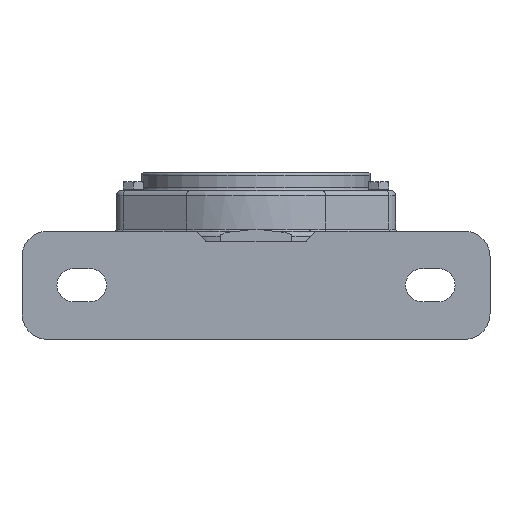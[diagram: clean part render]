
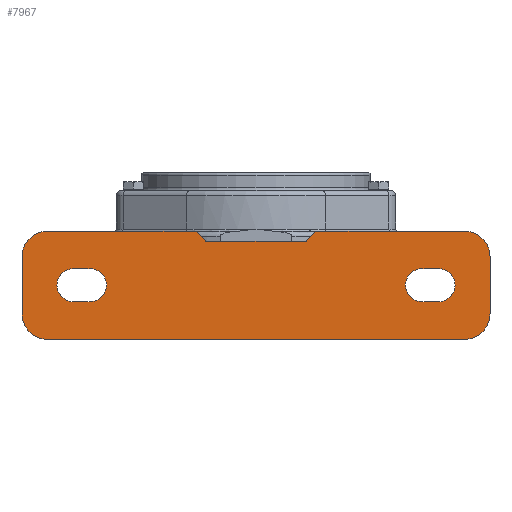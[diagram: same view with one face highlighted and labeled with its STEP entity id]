
A CAD part, front view. The second image highlights one B-rep face of the part: STEP entity #7967.
In plain terms, the highlighted planar face has unit normal (0, -1, 0).
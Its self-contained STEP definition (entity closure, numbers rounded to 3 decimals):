
#797=LINE($,#12809,#1181);
#825=LINE($,#13676,#1209);
#842=LINE($,#13731,#1226);
#844=LINE($,#13737,#1228);
#847=LINE($,#13745,#1231);
#850=LINE($,#13754,#1234);
#852=LINE($,#13757,#1236);
#853=LINE($,#13758,#1237);
#854=LINE($,#13763,#1238);
#855=LINE($,#13766,#1239);
#856=LINE($,#13769,#1240);
#857=LINE($,#13773,#1241);
#1181=VECTOR($,#10063,38.848);
#1209=VECTOR($,#10279,5.73);
#1226=VECTOR($,#10322,22.5);
#1228=VECTOR($,#10330,58.473);
#1231=VECTOR($,#10339,164.);
#1234=VECTOR($,#10348,58.473);
#1236=VECTOR($,#10352,5.73);
#1237=VECTOR($,#10353,22.5);
#1238=VECTOR($,#10356,6.5);
#1239=VECTOR($,#10359,6.5);
#1240=VECTOR($,#10360,6.5);
#1241=VECTOR($,#10363,6.5);
#1539=PLANE($,#8725);
#1757=FACE_BOUND($,#2775,.T.);
#1758=FACE_BOUND($,#2776,.T.);
#2200=FACE_OUTER_BOUND($,#2774,.T.);
#2774=EDGE_LOOP($,(#6349,#6350,#6351,#6352,#6353,#6354,#6355,#6356,#6357,
#6358,#6359,#6360));
#2775=EDGE_LOOP($,(#6361,#6362,#6363,#6364));
#2776=EDGE_LOOP($,(#6365,#6366,#6367,#6368));
#3364=CIRCLE($,#8714,10.);
#3365=CIRCLE($,#8717,10.);
#3366=CIRCLE($,#8720,10.);
#3367=CIRCLE($,#8723,10.);
#3368=CIRCLE($,#8726,6.5);
#3369=CIRCLE($,#8727,6.5);
#3370=CIRCLE($,#8728,6.5);
#3371=CIRCLE($,#8729,6.5);
#3890=VERTEX_POINT($,#12806);
#3891=VERTEX_POINT($,#12808);
#3967=VERTEX_POINT($,#13675);
#3976=VERTEX_POINT($,#13723);
#3977=VERTEX_POINT($,#13725);
#3978=VERTEX_POINT($,#13729);
#3979=VERTEX_POINT($,#13733);
#3980=VERTEX_POINT($,#13739);
#3981=VERTEX_POINT($,#13741);
#3982=VERTEX_POINT($,#13747);
#3983=VERTEX_POINT($,#13749);
#3984=VERTEX_POINT($,#13753);
#3985=VERTEX_POINT($,#13759);
#3986=VERTEX_POINT($,#13760);
#3987=VERTEX_POINT($,#13762);
#3988=VERTEX_POINT($,#13764);
#3989=VERTEX_POINT($,#13767);
#3990=VERTEX_POINT($,#13768);
#3991=VERTEX_POINT($,#13770);
#3992=VERTEX_POINT($,#13772);
#4700=EDGE_CURVE($,#3891,#3890,#797,.T.);
#4816=EDGE_CURVE($,#3891,#3967,#825,.T.);
#4837=EDGE_CURVE($,#3976,#3977,#3364,.T.);
#4840=EDGE_CURVE($,#3978,#3976,#842,.T.);
#4842=EDGE_CURVE($,#3979,#3978,#3365,.T.);
#4843=EDGE_CURVE($,#3967,#3979,#844,.T.);
#4845=EDGE_CURVE($,#3980,#3981,#3366,.T.);
#4847=EDGE_CURVE($,#3980,#3977,#847,.T.);
#4849=EDGE_CURVE($,#3982,#3983,#3367,.T.);
#4851=EDGE_CURVE($,#3983,#3984,#850,.T.);
#4853=EDGE_CURVE($,#3984,#3890,#852,.T.);
#4854=EDGE_CURVE($,#3982,#3981,#853,.T.);
#4855=EDGE_CURVE($,#3985,#3986,#3368,.T.);
#4856=EDGE_CURVE($,#3986,#3987,#854,.T.);
#4857=EDGE_CURVE($,#3987,#3988,#3369,.T.);
#4858=EDGE_CURVE($,#3988,#3985,#855,.T.);
#4859=EDGE_CURVE($,#3989,#3990,#856,.T.);
#4860=EDGE_CURVE($,#3990,#3991,#3370,.T.);
#4861=EDGE_CURVE($,#3991,#3992,#857,.T.);
#4862=EDGE_CURVE($,#3992,#3989,#3371,.T.);
#6349=ORIENTED_EDGE($,*,*,#4837,.F.);
#6350=ORIENTED_EDGE($,*,*,#4840,.F.);
#6351=ORIENTED_EDGE($,*,*,#4842,.F.);
#6352=ORIENTED_EDGE($,*,*,#4843,.F.);
#6353=ORIENTED_EDGE($,*,*,#4816,.F.);
#6354=ORIENTED_EDGE($,*,*,#4700,.T.);
#6355=ORIENTED_EDGE($,*,*,#4853,.F.);
#6356=ORIENTED_EDGE($,*,*,#4851,.F.);
#6357=ORIENTED_EDGE($,*,*,#4849,.F.);
#6358=ORIENTED_EDGE($,*,*,#4854,.T.);
#6359=ORIENTED_EDGE($,*,*,#4845,.F.);
#6360=ORIENTED_EDGE($,*,*,#4847,.T.);
#6361=ORIENTED_EDGE($,*,*,#4855,.T.);
#6362=ORIENTED_EDGE($,*,*,#4856,.T.);
#6363=ORIENTED_EDGE($,*,*,#4857,.T.);
#6364=ORIENTED_EDGE($,*,*,#4858,.T.);
#6365=ORIENTED_EDGE($,*,*,#4859,.T.);
#6366=ORIENTED_EDGE($,*,*,#4860,.T.);
#6367=ORIENTED_EDGE($,*,*,#4861,.T.);
#6368=ORIENTED_EDGE($,*,*,#4862,.T.);
#7967=ADVANCED_FACE($,(#2200,#1757,#1758),#1539,.T.);
#8714=AXIS2_PLACEMENT_3D($,#13726,#10316,#10317);
#8717=AXIS2_PLACEMENT_3D($,#13735,#10326,#10327);
#8720=AXIS2_PLACEMENT_3D($,#13742,#10334,#10335);
#8723=AXIS2_PLACEMENT_3D($,#13750,#10343,#10344);
#8725=AXIS2_PLACEMENT_3D($,#13756,#10350,#10351);
#8726=AXIS2_PLACEMENT_3D($,#13761,#10354,#10355);
#8727=AXIS2_PLACEMENT_3D($,#13765,#10357,#10358);
#8728=AXIS2_PLACEMENT_3D($,#13771,#10361,#10362);
#8729=AXIS2_PLACEMENT_3D($,#13774,#10364,#10365);
#10063=DIRECTION($,(-1.,0.,0.));
#10279=DIRECTION($,(0.716,0.,0.698));
#10316=DIRECTION('center_axis',(0.,1.,0.));
#10317=DIRECTION('ref_axis',(0.707,0.,-0.707));
#10322=DIRECTION($,(0.,0.,-1.));
#10326=DIRECTION('center_axis',(0.,1.,0.));
#10327=DIRECTION('ref_axis',(0.707,0.,0.707));
#10330=DIRECTION($,(1.,0.,0.));
#10334=DIRECTION('center_axis',(0.,1.,0.));
#10335=DIRECTION('ref_axis',(-0.707,0.,-0.707));
#10339=DIRECTION($,(1.,0.,0.));
#10343=DIRECTION('center_axis',(0.,1.,0.));
#10344=DIRECTION('ref_axis',(-0.707,0.,0.707));
#10348=DIRECTION($,(1.,0.,0.));
#10350=DIRECTION('center_axis',(0.,-1.,0.));
#10351=DIRECTION('ref_axis',(0.,0.,-1.));
#10352=DIRECTION($,(0.716,0.,-0.698));
#10353=DIRECTION($,(0.,0.,-1.));
#10354=DIRECTION('center_axis',(0.,1.,0.));
#10355=DIRECTION('ref_axis',(0.,0.,1.));
#10356=DIRECTION($,(1.,0.,0.));
#10357=DIRECTION('center_axis',(0.,1.,0.));
#10358=DIRECTION('ref_axis',(0.,0.,-1.));
#10359=DIRECTION($,(-1.,0.,0.));
#10360=DIRECTION($,(1.,0.,0.));
#10361=DIRECTION('center_axis',(0.,1.,0.));
#10362=DIRECTION('ref_axis',(0.,0.,-1.));
#10363=DIRECTION($,(-1.,0.,0.));
#10364=DIRECTION('center_axis',(0.,1.,0.));
#10365=DIRECTION('ref_axis',(0.,0.,1.));
#12806=CARTESIAN_POINT('',(-25.921,-74.367,-155.959));
#12808=CARTESIAN_POINT('',(12.926,-74.367,-155.959));
#12809=CARTESIAN_POINT($,(-52.498,-74.367,-155.959));
#13675=CARTESIAN_POINT('',(17.03,-74.367,-151.959));
#13676=CARTESIAN_POINT($,(-13.763,-74.367,-181.976));
#13723=CARTESIAN_POINT('',(85.502,-74.367,-184.459));
#13725=CARTESIAN_POINT('',(75.502,-74.367,-194.459));
#13726=CARTESIAN_POINT('Origin',(75.502,-74.367,-184.459));
#13729=CARTESIAN_POINT('',(85.502,-74.367,-161.959));
#13731=CARTESIAN_POINT($,(85.502,-74.367,-151.959));
#13733=CARTESIAN_POINT('',(75.502,-74.367,-151.959));
#13735=CARTESIAN_POINT('Origin',(75.502,-74.367,-161.959));
#13737=CARTESIAN_POINT($,(-98.498,-74.367,-151.959));
#13739=CARTESIAN_POINT('',(-88.498,-74.367,-194.459));
#13741=CARTESIAN_POINT('',(-98.498,-74.367,-184.459));
#13742=CARTESIAN_POINT('Origin',(-88.498,-74.367,-184.459));
#13745=CARTESIAN_POINT($,(-98.498,-74.367,-194.459));
#13747=CARTESIAN_POINT('',(-98.498,-74.367,-161.959));
#13749=CARTESIAN_POINT('',(-88.498,-74.367,-151.959));
#13750=CARTESIAN_POINT('Origin',(-88.498,-74.367,-161.959));
#13753=CARTESIAN_POINT('',(-30.025,-74.367,-151.959));
#13754=CARTESIAN_POINT($,(-98.498,-74.367,-151.959));
#13756=CARTESIAN_POINT('Origin',(-98.498,-74.367,-151.959));
#13757=CARTESIAN_POINT($,(-51.397,-74.367,-131.125));
#13758=CARTESIAN_POINT($,(-98.498,-74.367,-151.959));
#13759=CARTESIAN_POINT('',(58.752,-74.367,-179.709));
#13760=CARTESIAN_POINT('',(58.752,-74.367,-166.709));
#13761=CARTESIAN_POINT('Origin',(58.752,-74.367,-173.209));
#13762=CARTESIAN_POINT('',(65.252,-74.367,-166.709));
#13763=CARTESIAN_POINT($,(-16.623,-74.367,-166.709));
#13764=CARTESIAN_POINT('',(65.252,-74.367,-179.709));
#13765=CARTESIAN_POINT('Origin',(65.252,-74.367,-173.209));
#13766=CARTESIAN_POINT($,(-19.873,-74.367,-179.709));
#13767=CARTESIAN_POINT('',(-78.248,-74.367,-166.709));
#13768=CARTESIAN_POINT('',(-71.748,-74.367,-166.709));
#13769=CARTESIAN_POINT($,(-85.123,-74.367,-166.709));
#13770=CARTESIAN_POINT('',(-71.748,-74.367,-179.709));
#13771=CARTESIAN_POINT('Origin',(-71.748,-74.367,-173.209));
#13772=CARTESIAN_POINT('',(-78.248,-74.367,-179.709));
#13773=CARTESIAN_POINT($,(-88.373,-74.367,-179.709));
#13774=CARTESIAN_POINT('Origin',(-78.248,-74.367,-173.209));
